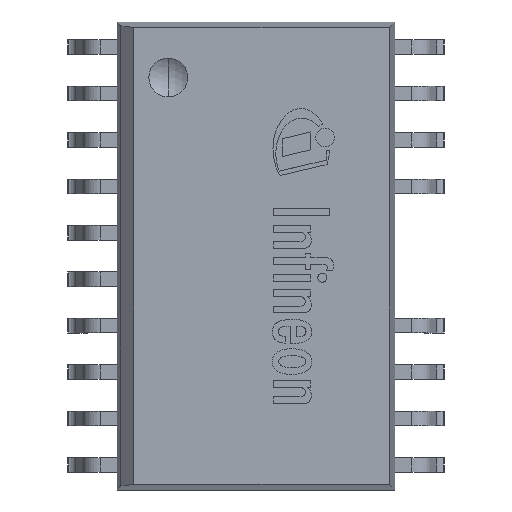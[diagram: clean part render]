
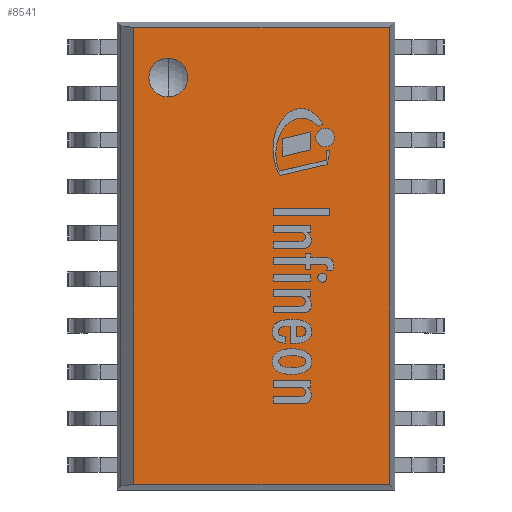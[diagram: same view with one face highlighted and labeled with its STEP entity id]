
A CAD part, top view. The second image highlights one B-rep face of the part: STEP entity #8541.
In plain terms, the highlighted planar face has unit normal (0, 0, 1).
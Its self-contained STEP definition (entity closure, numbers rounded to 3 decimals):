
#34=FACE_BOUND('',#1031,.T.);
#530=FACE_OUTER_BOUND('',#1030,.T.);
#1030=EDGE_LOOP('',(#6690,#6691,#6692,#6693));
#1031=EDGE_LOOP('',(#6694,#6695));
#1633=LINE('',#13604,#2489);
#1639=LINE('',#13614,#2495);
#1641=LINE('',#13618,#2497);
#1643=LINE('',#13621,#2499);
#2489=VECTOR('',#11037,1000.);
#2495=VECTOR('',#11045,1000.);
#2497=VECTOR('',#11049,1000.);
#2499=VECTOR('',#11053,1000.);
#3256=CIRCLE('',#9316,0.53);
#3257=CIRCLE('',#9322,0.53);
#3797=VERTEX_POINT('',#13587);
#3798=VERTEX_POINT('',#13589);
#3803=VERTEX_POINT('',#13602);
#3804=VERTEX_POINT('',#13603);
#3807=VERTEX_POINT('',#13612);
#3808=VERTEX_POINT('',#13616);
#4829=EDGE_CURVE('',#3797,#3798,#3256,.T.);
#4835=EDGE_CURVE('',#3803,#3804,#1633,.T.);
#4841=EDGE_CURVE('',#3804,#3807,#1639,.T.);
#4843=EDGE_CURVE('',#3807,#3808,#1641,.T.);
#4845=EDGE_CURVE('',#3803,#3808,#1643,.T.);
#4846=EDGE_CURVE('',#3798,#3797,#3257,.T.);
#6690=ORIENTED_EDGE('',*,*,#4845,.F.);
#6691=ORIENTED_EDGE('',*,*,#4835,.T.);
#6692=ORIENTED_EDGE('',*,*,#4841,.T.);
#6693=ORIENTED_EDGE('',*,*,#4843,.T.);
#6694=ORIENTED_EDGE('',*,*,#4846,.F.);
#6695=ORIENTED_EDGE('',*,*,#4829,.F.);
#8127=PLANE('',#9321);
#8541=ADVANCED_FACE('',(#530,#34),#8127,.T.);
#9316=AXIS2_PLACEMENT_3D('',#13590,#11026,#11027);
#9321=AXIS2_PLACEMENT_3D('',#13620,#11051,#11052);
#9322=AXIS2_PLACEMENT_3D('',#13622,#11054,#11055);
#11026=DIRECTION('center_axis',(0.,0.,1.));
#11027=DIRECTION('ref_axis',(0.,-1.,0.));
#11037=DIRECTION('',(1.,0.,0.));
#11045=DIRECTION('',(0.,1.,0.));
#11049=DIRECTION('',(-1.,0.,0.));
#11051=DIRECTION('center_axis',(0.,0.,1.));
#11052=DIRECTION('ref_axis',(0.,-1.,0.));
#11053=DIRECTION('',(0.,1.,0.));
#11054=DIRECTION('center_axis',(0.,0.,1.));
#11055=DIRECTION('ref_axis',(0.,-1.,0.));
#13587=CARTESIAN_POINT('',(-2.4,5.41,2.65));
#13589=CARTESIAN_POINT('',(-2.4,4.35,2.65));
#13590=CARTESIAN_POINT('Origin',(-2.4,4.88,2.65));
#13602=CARTESIAN_POINT('',(-3.345,-6.245,2.65));
#13603=CARTESIAN_POINT('',(3.645,-6.245,2.65));
#13604=CARTESIAN_POINT('',(-3.8,-6.245,2.65));
#13612=CARTESIAN_POINT('',(3.645,6.245,2.65));
#13614=CARTESIAN_POINT('',(3.645,-6.4,2.65));
#13616=CARTESIAN_POINT('',(-3.345,6.245,2.65));
#13618=CARTESIAN_POINT('',(3.8,6.245,2.65));
#13620=CARTESIAN_POINT('Origin',(0.,0.,2.65));
#13621=CARTESIAN_POINT('',(-3.345,0.,2.65));
#13622=CARTESIAN_POINT('Origin',(-2.4,4.88,2.65));
